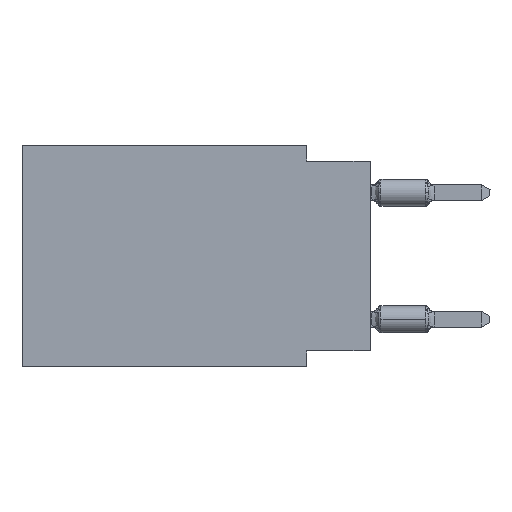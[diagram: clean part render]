
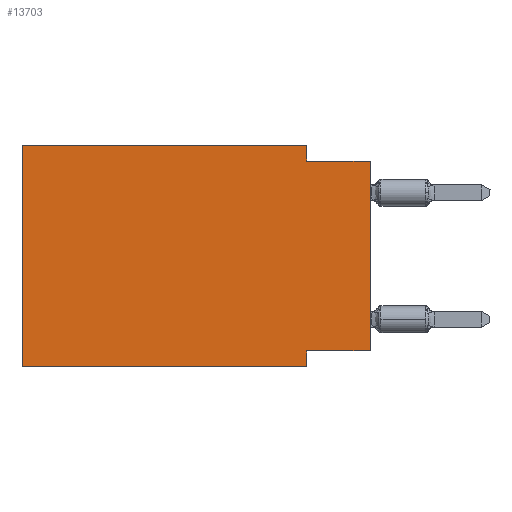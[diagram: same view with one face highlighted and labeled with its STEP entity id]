
A CAD part, left-side view. The second image highlights one B-rep face of the part: STEP entity #13703.
In plain terms, the highlighted planar face has unit normal (-1, 0, 0).
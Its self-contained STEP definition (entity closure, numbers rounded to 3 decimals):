
#444 = PLANE ( 'NONE',  #14846 ) ;
#473 = CARTESIAN_POINT ( 'NONE',  ( 0., 2.54, -8.255 ) ) ;
#498 = VECTOR ( 'NONE', #19450, 1000. ) ;
#505 = CARTESIAN_POINT ( 'NONE',  ( 0., 0., 0. ) ) ;
#559 = CARTESIAN_POINT ( 'NONE',  ( 0., 0., -0.635 ) ) ;
#694 = VERTEX_POINT ( 'NONE', #10146 ) ;
#1117 = VERTEX_POINT ( 'NONE', #1741 ) ;
#1245 = DIRECTION ( 'NONE',  ( 0., 0., -1. ) ) ;
#1624 = EDGE_CURVE ( 'NONE', #7084, #11208, #18613, .T. ) ;
#1741 = CARTESIAN_POINT ( 'NONE',  ( 0., 2.54, 0. ) ) ;
#2138 = EDGE_CURVE ( 'NONE', #1117, #6675, #12466, .T. ) ;
#2314 = LINE ( 'NONE', #505, #8802 ) ;
#2330 = CARTESIAN_POINT ( 'NONE',  ( 0., 0., -8.255 ) ) ;
#2653 = EDGE_CURVE ( 'NONE', #6675, #19597, #9486, .T. ) ;
#3452 = LINE ( 'NONE', #2330, #11321 ) ;
#3492 = VERTEX_POINT ( 'NONE', #5801 ) ;
#3834 = ORIENTED_EDGE ( 'NONE', *, *, #1624, .F. ) ;
#4279 = EDGE_CURVE ( 'NONE', #17808, #3492, #5118, .T. ) ;
#4388 = ORIENTED_EDGE ( 'NONE', *, *, #13976, .F. ) ;
#5118 = LINE ( 'NONE', #11261, #9073 ) ;
#5409 = CARTESIAN_POINT ( 'NONE',  ( 0., 13.97, -8.89 ) ) ;
#5801 = CARTESIAN_POINT ( 'NONE',  ( 0., 13.97, 0. ) ) ;
#6266 = ORIENTED_EDGE ( 'NONE', *, *, #18921, .F. ) ;
#6675 = VERTEX_POINT ( 'NONE', #7885 ) ;
#6759 = VECTOR ( 'NONE', #18684, 1000. ) ;
#7084 = VERTEX_POINT ( 'NONE', #473 ) ;
#7230 = ORIENTED_EDGE ( 'NONE', *, *, #4279, .F. ) ;
#7885 = CARTESIAN_POINT ( 'NONE',  ( 0., 2.54, -0.635 ) ) ;
#8608 = DIRECTION ( 'NONE',  ( 1., 0., 0. ) ) ;
#8802 = VECTOR ( 'NONE', #16012, 1000. ) ;
#8851 = ORIENTED_EDGE ( 'NONE', *, *, #2138, .F. ) ;
#9073 = VECTOR ( 'NONE', #14574, 1000. ) ;
#9486 = LINE ( 'NONE', #18619, #13860 ) ;
#10010 = ORIENTED_EDGE ( 'NONE', *, *, #2653, .F. ) ;
#10146 = CARTESIAN_POINT ( 'NONE',  ( 0., 0., -8.255 ) ) ;
#10292 = EDGE_LOOP ( 'NONE', ( #19342, #10010, #8851, #6266, #7230, #19912, #3834, #4388 ) ) ;
#10479 = DIRECTION ( 'NONE',  ( 0., 0., -1. ) ) ;
#10813 = VECTOR ( 'NONE', #10479, 1000. ) ;
#10969 = CARTESIAN_POINT ( 'NONE',  ( 0., 13.97, -8.89 ) ) ;
#11208 = VERTEX_POINT ( 'NONE', #12448 ) ;
#11261 = CARTESIAN_POINT ( 'NONE',  ( 0., 13.97, 0. ) ) ;
#11321 = VECTOR ( 'NONE', #15930, 1000. ) ;
#12194 = CARTESIAN_POINT ( 'NONE',  ( 0., 2.54, -8.89 ) ) ;
#12198 = DIRECTION ( 'NONE',  ( 0., -1., 0. ) ) ;
#12448 = CARTESIAN_POINT ( 'NONE',  ( 0., 2.54, -8.89 ) ) ;
#12466 = LINE ( 'NONE', #17471, #6759 ) ;
#13703 = ADVANCED_FACE ( 'NONE', ( #14234 ), #444, .F. ) ;
#13860 = VECTOR ( 'NONE', #12198, 1000. ) ;
#13976 = EDGE_CURVE ( 'NONE', #694, #7084, #3452, .T. ) ;
#14234 = FACE_OUTER_BOUND ( 'NONE', #10292, .T. ) ;
#14413 = EDGE_CURVE ( 'NONE', #17808, #11208, #19085, .T. ) ;
#14574 = DIRECTION ( 'NONE',  ( 0., 0., 1. ) ) ;
#14846 = AXIS2_PLACEMENT_3D ( 'NONE', #15137, #8608, #1245 ) ;
#14929 = CARTESIAN_POINT ( 'NONE',  ( 0., 13.97, 0. ) ) ;
#15137 = CARTESIAN_POINT ( 'NONE',  ( 0., 13.97, 0. ) ) ;
#15833 = VECTOR ( 'NONE', #17484, 1000. ) ;
#15930 = DIRECTION ( 'NONE',  ( 0., 1., 0. ) ) ;
#16012 = DIRECTION ( 'NONE',  ( 0., 0., 1. ) ) ;
#16328 = EDGE_CURVE ( 'NONE', #694, #19597, #2314, .T. ) ;
#16425 = LINE ( 'NONE', #14929, #498 ) ;
#17471 = CARTESIAN_POINT ( 'NONE',  ( 0., 2.54, 0. ) ) ;
#17484 = DIRECTION ( 'NONE',  ( 0., -1., 0. ) ) ;
#17808 = VERTEX_POINT ( 'NONE', #10969 ) ;
#18613 = LINE ( 'NONE', #12194, #10813 ) ;
#18619 = CARTESIAN_POINT ( 'NONE',  ( 0., 0., -0.635 ) ) ;
#18684 = DIRECTION ( 'NONE',  ( 0., 0., -1. ) ) ;
#18921 = EDGE_CURVE ( 'NONE', #3492, #1117, #16425, .T. ) ;
#19085 = LINE ( 'NONE', #5409, #15833 ) ;
#19342 = ORIENTED_EDGE ( 'NONE', *, *, #16328, .T. ) ;
#19450 = DIRECTION ( 'NONE',  ( 0., -1., 0. ) ) ;
#19597 = VERTEX_POINT ( 'NONE', #559 ) ;
#19912 = ORIENTED_EDGE ( 'NONE', *, *, #14413, .T. ) ;
